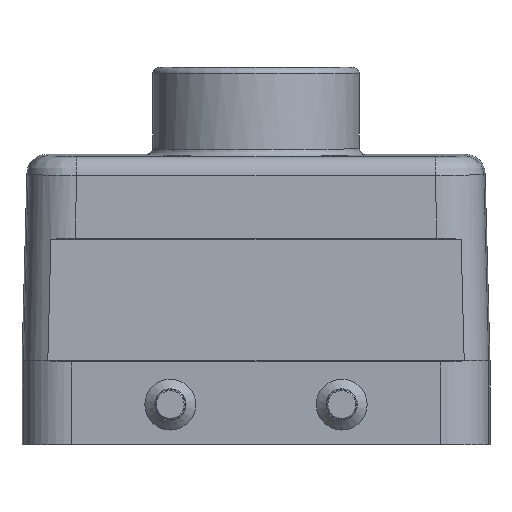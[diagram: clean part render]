
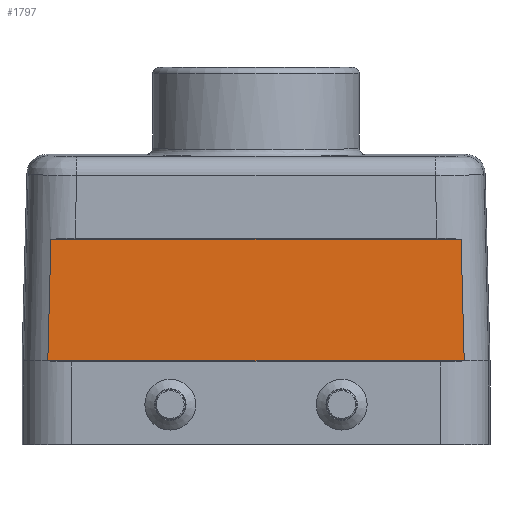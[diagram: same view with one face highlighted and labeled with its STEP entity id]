
A CAD part, front view. The second image highlights one B-rep face of the part: STEP entity #1797.
In plain terms, the highlighted planar face has unit normal (0, -1, 0.024).
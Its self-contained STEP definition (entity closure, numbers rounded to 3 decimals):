
#778=ELLIPSE('',#4786,316.467,7.5);
#779=ELLIPSE('',#4787,316.467,7.5);
#856=LINE('',#6185,#1231);
#857=LINE('',#6190,#1232);
#858=LINE('',#6192,#1233);
#859=LINE('',#6194,#1234);
#860=LINE('',#6196,#1235);
#861=LINE('',#6198,#1236);
#1231=VECTOR('',#5149,1.);
#1232=VECTOR('',#5152,1.);
#1233=VECTOR('',#5153,1.);
#1234=VECTOR('',#5154,1.);
#1235=VECTOR('',#5155,1.);
#1236=VECTOR('',#5156,1.);
#1602=FACE_OUTER_BOUND('',#2274,.T.);
#1797=ADVANCED_FACE('',(#1602),#2027,.T.);
#2027=PLANE('',#4788);
#2274=EDGE_LOOP('',(#2561,#2562,#2563,#2564,#2565,#2566,#2567,#2568));
#2561=ORIENTED_EDGE('',*,*,#4065,.T.);
#2562=ORIENTED_EDGE('',*,*,#4066,.F.);
#2563=ORIENTED_EDGE('',*,*,#4067,.F.);
#2564=ORIENTED_EDGE('',*,*,#4068,.F.);
#2565=ORIENTED_EDGE('',*,*,#4069,.F.);
#2566=ORIENTED_EDGE('',*,*,#4070,.T.);
#2567=ORIENTED_EDGE('',*,*,#4071,.T.);
#2568=ORIENTED_EDGE('',*,*,#4072,.F.);
#3683=VERTEX_POINT('',#6186);
#3684=VERTEX_POINT('',#6187);
#3685=VERTEX_POINT('',#6189);
#3686=VERTEX_POINT('',#6191);
#3687=VERTEX_POINT('',#6193);
#3688=VERTEX_POINT('',#6195);
#3689=VERTEX_POINT('',#6197);
#3690=VERTEX_POINT('',#6199);
#4065=EDGE_CURVE('',#3683,#3684,#856,.T.);
#4066=EDGE_CURVE('',#3685,#3684,#778,.T.);
#4067=EDGE_CURVE('',#3686,#3685,#857,.T.);
#4068=EDGE_CURVE('',#3687,#3686,#858,.T.);
#4069=EDGE_CURVE('',#3688,#3687,#859,.T.);
#4070=EDGE_CURVE('',#3688,#3689,#860,.T.);
#4071=EDGE_CURVE('',#3689,#3690,#861,.T.);
#4072=EDGE_CURVE('',#3683,#3690,#779,.T.);
#4786=AXIS2_PLACEMENT_3D('',#6188,#5150,#5151);
#4787=AXIS2_PLACEMENT_3D('',#6200,#5157,#5158);
#4788=AXIS2_PLACEMENT_3D('',#6201,#5159,#5160);
#5149=DIRECTION('',(1.,0.,0.));
#5150=DIRECTION('',(0.,1.,-0.024));
#5151=DIRECTION('',(0.,-0.024,-1.));
#5152=DIRECTION('',(0.026,-0.024,-0.999));
#5153=DIRECTION('',(0.026,-0.024,-0.999));
#5154=DIRECTION('',(1.,0.,0.));
#5155=DIRECTION('',(-0.026,-0.024,-0.999));
#5156=DIRECTION('',(-0.026,-0.024,-0.999));
#5157=DIRECTION('',(0.,1.,-0.024));
#5158=DIRECTION('',(0.,-0.024,-1.));
#5159=DIRECTION('',(0.,-1.,0.024));
#5160=DIRECTION('',(0.,-0.024,-1.));
#6185=CARTESIAN_POINT('',(-36.3,-20.5,3.838));
#6186=CARTESIAN_POINT('',(-32.296,-20.5,3.838));
#6187=CARTESIAN_POINT('',(32.296,-20.5,3.838));
#6188=CARTESIAN_POINT('',(28.554,-14.,278.032));
#6189=CARTESIAN_POINT('',(32.298,-20.499,3.881));
#6190=CARTESIAN_POINT('',(31.387,-19.661,39.213));
#6191=CARTESIAN_POINT('',(31.826,-20.065,22.205));
#6192=CARTESIAN_POINT('',(31.387,-19.661,39.213));
#6193=CARTESIAN_POINT('',(31.814,-20.053,22.674));
#6194=CARTESIAN_POINT('',(-36.3,-20.053,22.674));
#6195=CARTESIAN_POINT('',(-31.814,-20.053,22.674));
#6196=CARTESIAN_POINT('',(-31.387,-19.661,39.213));
#6197=CARTESIAN_POINT('',(-31.826,-20.065,22.205));
#6198=CARTESIAN_POINT('',(-31.387,-19.661,39.213));
#6199=CARTESIAN_POINT('',(-32.298,-20.499,3.881));
#6200=CARTESIAN_POINT('',(-28.554,-14.,278.032));
#6201=CARTESIAN_POINT('',(-36.3,-20.5,3.838));
